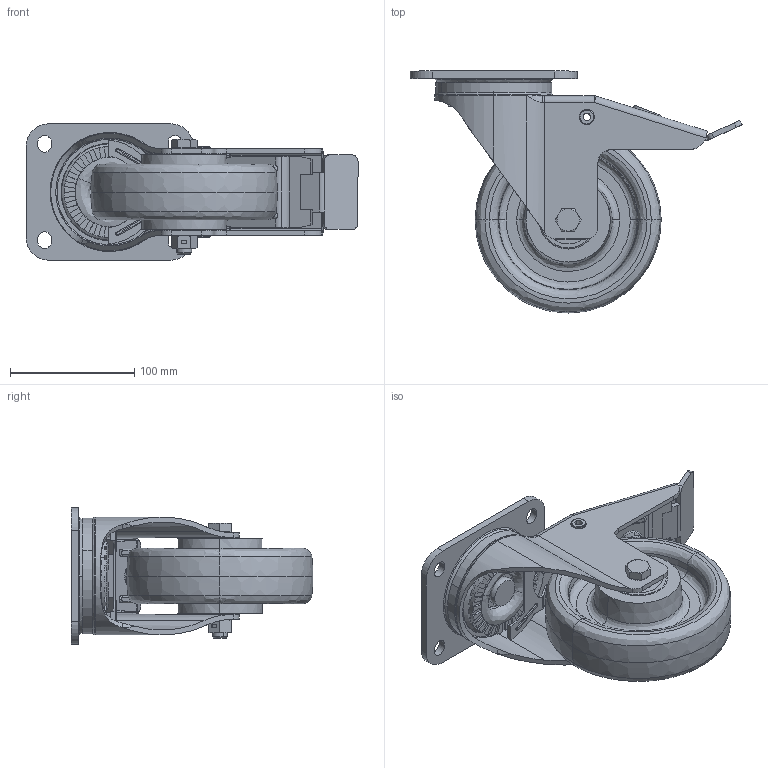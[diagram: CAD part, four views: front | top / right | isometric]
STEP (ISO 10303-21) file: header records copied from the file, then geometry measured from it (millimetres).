
FILE_DESCRIPTION (( 'STEP AP214' ), '1' );
FILE_NAME ('0021142BL_L-IM-PPH-150-K-3-DSN_(A-01).step', '2019-05-31T12:30:38', ( 'Windows-Benutzer' ), ( '' ), 'SwSTEP 2.0', 'SolidWorks 2018', '' );
FILE_SCHEMA (( 'AUTOMOTIVE_DESIGN' ));
Length unit declared in the file: millimetre
Products named in the file (1): 0021142BL_L-IM-PPH-150-K-3-DSN_(A-01)
Bounding box: 267.63 x 195 x 110 mm (x, y, z)
Surface area: 248380.4 mm2 (no closed solid volume)
Topology: 0 solids, 37 shells, 804 faces, 2618 edges, 1826 vertices
Faces by surface type: plane 363, cylinder 222, bspline 115, cone 62, torus 42
Entity records: 46501 total; most frequent: CARTESIAN_POINT 15201, DIRECTION 4652, ORIENTED_EDGE 4223, EDGE_CURVE 2616, VERTEX_POINT 1826, AXIS2_PLACEMENT_3D 1615, VECTOR 1422, LINE 1422
